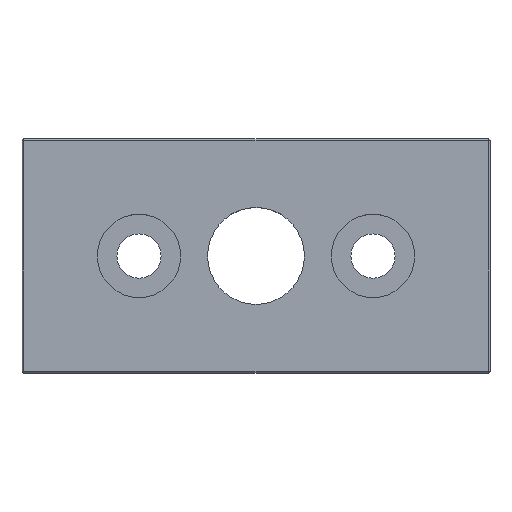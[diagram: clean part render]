
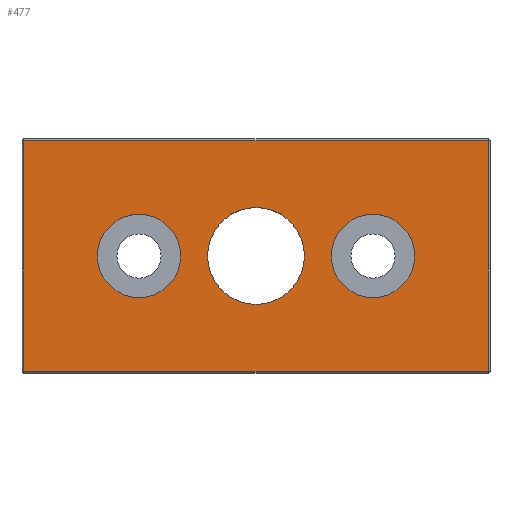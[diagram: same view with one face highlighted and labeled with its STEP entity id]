
A CAD part, top view. The second image highlights one B-rep face of the part: STEP entity #477.
In plain terms, the highlighted planar face has unit normal (0, 0, 1).
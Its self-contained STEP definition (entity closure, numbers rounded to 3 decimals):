
#28=FACE_BOUND('',#110,.T.);
#29=FACE_BOUND('',#111,.T.);
#30=FACE_BOUND('',#112,.T.);
#38=PLANE('',#567);
#71=FACE_OUTER_BOUND('',#109,.T.);
#109=EDGE_LOOP('',(#421,#422,#423,#424));
#110=EDGE_LOOP('',(#425));
#111=EDGE_LOOP('',(#426));
#112=EDGE_LOOP('',(#427));
#130=LINE('',#841,#159);
#132=LINE('',#844,#161);
#136=LINE('',#850,#165);
#138=LINE('',#853,#167);
#159=VECTOR('',#699,10.);
#161=VECTOR('',#703,10.);
#165=VECTOR('',#711,10.);
#167=VECTOR('',#715,10.);
#171=CIRCLE('',#502,9.316);
#175=CIRCLE('',#508,8.);
#179=CIRCLE('',#515,8.);
#205=VERTEX_POINT('',#735);
#209=VERTEX_POINT('',#746);
#213=VERTEX_POINT('',#759);
#216=VERTEX_POINT('',#768);
#222=VERTEX_POINT('',#782);
#225=VERTEX_POINT('',#789);
#234=VERTEX_POINT('',#819);
#239=EDGE_CURVE('',#205,#205,#171,.T.);
#244=EDGE_CURVE('',#209,#209,#175,.T.);
#250=EDGE_CURVE('',#213,#213,#179,.T.);
#290=EDGE_CURVE('',#222,#234,#130,.T.);
#292=EDGE_CURVE('',#234,#225,#132,.T.);
#296=EDGE_CURVE('',#225,#216,#136,.T.);
#298=EDGE_CURVE('',#216,#222,#138,.T.);
#421=ORIENTED_EDGE('',*,*,#290,.F.);
#422=ORIENTED_EDGE('',*,*,#298,.F.);
#423=ORIENTED_EDGE('',*,*,#296,.F.);
#424=ORIENTED_EDGE('',*,*,#292,.F.);
#425=ORIENTED_EDGE('',*,*,#239,.T.);
#426=ORIENTED_EDGE('',*,*,#244,.T.);
#427=ORIENTED_EDGE('',*,*,#250,.T.);
#477=ADVANCED_FACE('',(#71,#28,#29,#30),#38,.T.);
#502=AXIS2_PLACEMENT_3D('',#736,#572,#573);
#508=AXIS2_PLACEMENT_3D('',#747,#585,#586);
#515=AXIS2_PLACEMENT_3D('',#760,#601,#602);
#567=AXIS2_PLACEMENT_3D('',#863,#731,#732);
#572=DIRECTION('center_axis',(0.,0.,-1.));
#573=DIRECTION('ref_axis',(1.,0.,0.));
#585=DIRECTION('center_axis',(0.,0.,-1.));
#586=DIRECTION('ref_axis',(1.,0.,0.));
#601=DIRECTION('center_axis',(0.,0.,-1.));
#602=DIRECTION('ref_axis',(1.,0.,0.));
#699=DIRECTION('',(1.,0.,0.));
#703=DIRECTION('',(0.,-1.,0.));
#711=DIRECTION('',(-1.,0.,0.));
#715=DIRECTION('',(0.,1.,0.));
#731=DIRECTION('center_axis',(0.,0.,1.));
#732=DIRECTION('ref_axis',(1.,0.,0.));
#735=CARTESIAN_POINT('',(-9.316,0.,12.));
#736=CARTESIAN_POINT('Origin',(0.,0.,12.));
#746=CARTESIAN_POINT('',(-30.5,0.,12.));
#747=CARTESIAN_POINT('Origin',(-22.5,0.,12.));
#759=CARTESIAN_POINT('',(14.5,0.,12.));
#760=CARTESIAN_POINT('Origin',(22.5,0.,12.));
#768=CARTESIAN_POINT('',(-44.7,-22.2,12.));
#782=CARTESIAN_POINT('',(-44.7,22.2,12.));
#789=CARTESIAN_POINT('',(44.7,-22.2,12.));
#819=CARTESIAN_POINT('',(44.7,22.2,12.));
#841=CARTESIAN_POINT('',(22.5,22.2,12.));
#844=CARTESIAN_POINT('',(44.7,-11.25,12.));
#850=CARTESIAN_POINT('',(-22.5,-22.2,12.));
#853=CARTESIAN_POINT('',(-44.7,11.25,12.));
#863=CARTESIAN_POINT('Origin',(0.,0.,12.));
